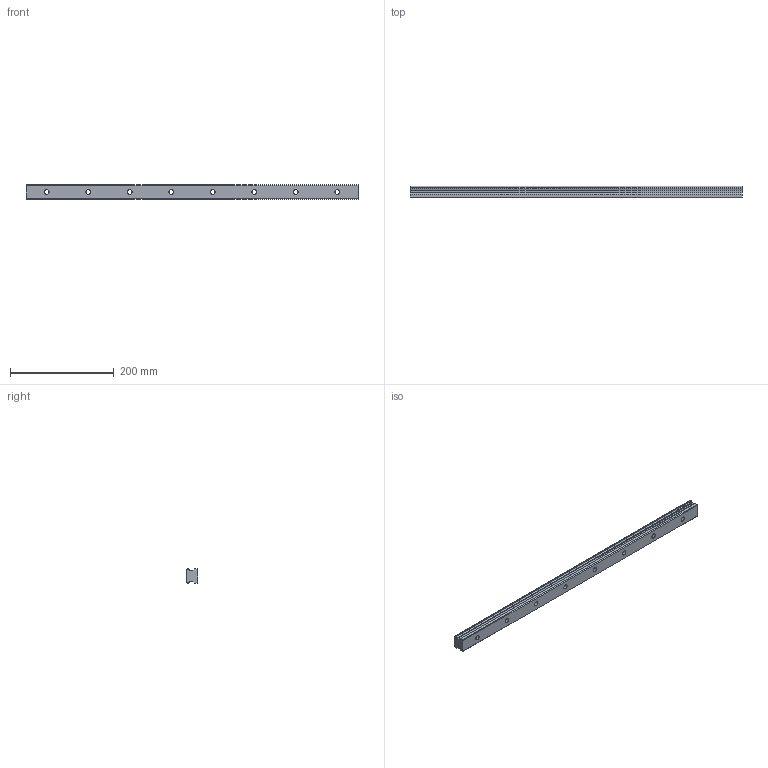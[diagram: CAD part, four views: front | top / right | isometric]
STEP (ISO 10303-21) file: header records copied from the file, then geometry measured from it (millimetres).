
FILE_DESCRIPTION (( 'STEP AP214' ), '1' );
FILE_NAME ('SHS30C1SS-640L_G40_0_B-M6F_267_0_0_0_1.STEP', '2021-06-21T11:27:50', ( '' ), ( '' ), 'SwSTEP 2.0', 'SolidWorks 2021', '' );
FILE_SCHEMA (( 'AUTOMOTIVE_DESIGN' ));
Length unit declared in the file: millimetre
Products named in the file (2): _SHS30C64040 Track; SHS30C1SS-640L_G40_0_B-M6F_267_0_0_0_1
Assembly tree (1 placements, depth 2):
  SHS30C1SS-640L_G40_0_B-M6F_267_0_0_0_1
    _SHS30C64040 Track
Bounding box: 640 x 23 x 28 mm (x, y, z)
Volume: 350849.2 mm3; surface area: 72744.5 mm2
Topology: 1 solids, 1 shells, 77 faces, 201 edges, 134 vertices
Faces by surface type: cylinder 53, plane 24
Entity records: 2519 total; most frequent: DIRECTION 469, CARTESIAN_POINT 416, ORIENTED_EDGE 402, EDGE_CURVE 201, AXIS2_PLACEMENT_3D 187, VERTEX_POINT 134, CIRCLE 106, EDGE_LOOP 101
